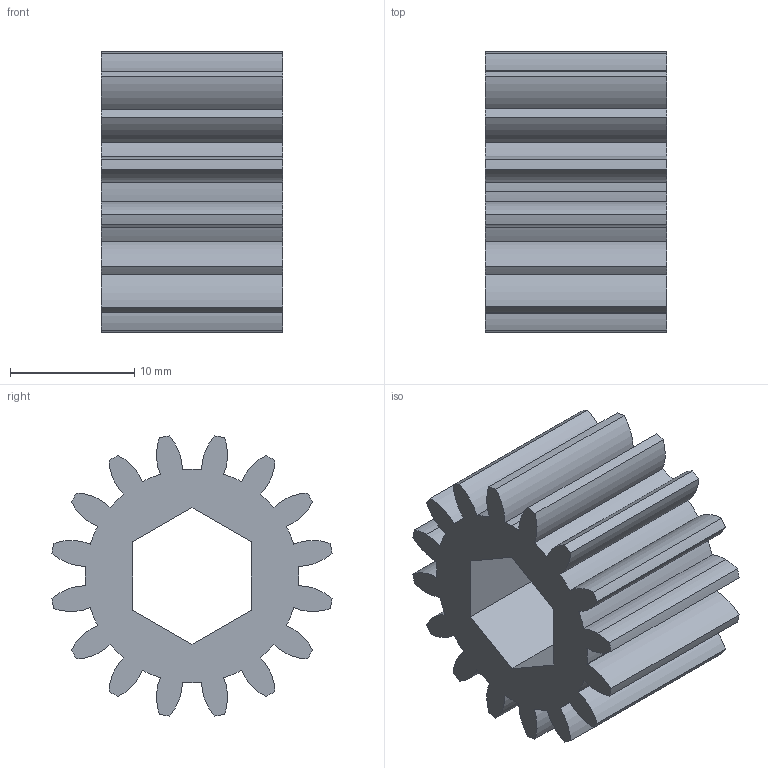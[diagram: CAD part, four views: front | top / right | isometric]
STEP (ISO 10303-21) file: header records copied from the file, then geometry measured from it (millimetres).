
FILE_DESCRIPTION (( 'STEP AP203' ), '1' );
FILE_NAME ('16.hex375.AM.STEP', '2014-06-22T06:48:35', ( '' ), ( '' ), 'SwSTEP 2.0', 'SolidWorks 2013', '' );
FILE_SCHEMA (( 'CONFIG_CONTROL_DESIGN' ));
Length unit declared in the file: inch
Products named in the file (1): 16.hex375.AM
Bounding box: 14.61 x 22.57 x 22.57 mm (x, y, z)
Volume: 3355.8 mm3; surface area: 2897.3 mm2
Topology: 1 solids, 1 shells, 77 faces, 225 edges, 150 vertices
Faces by surface type: cylinder 69, plane 8
Entity records: 2720 total; most frequent: DIRECTION 519, CARTESIAN_POINT 453, ORIENTED_EDGE 450, EDGE_CURVE 225, AXIS2_PLACEMENT_3D 216, VERTEX_POINT 150, CIRCLE 138, VECTOR 87
